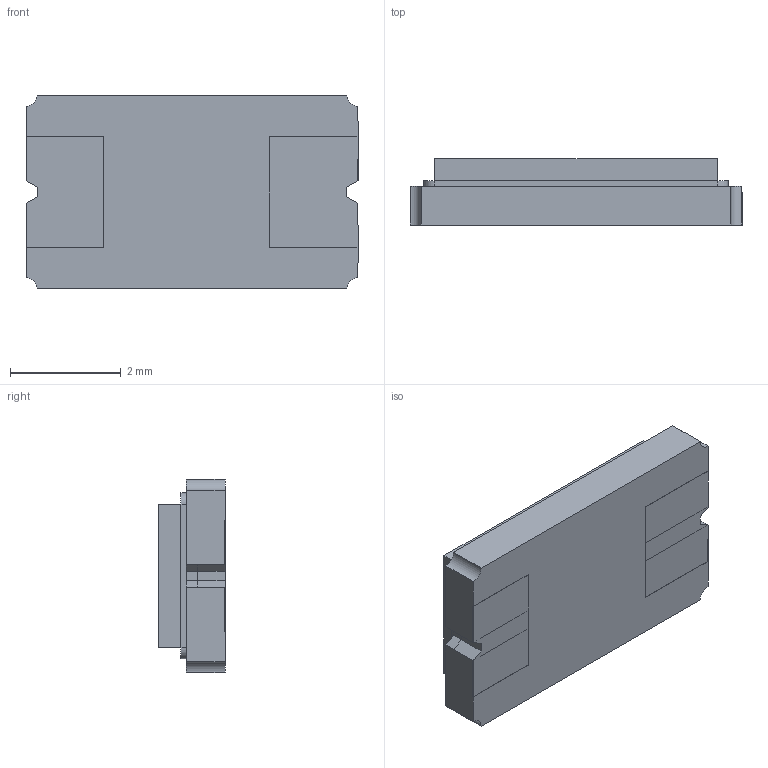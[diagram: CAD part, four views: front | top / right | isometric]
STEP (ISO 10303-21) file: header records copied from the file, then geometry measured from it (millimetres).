
FILE_DESCRIPTION (( 'STEP AP214' ), '1' );
FILE_NAME ('ECS-23G.STEP', '2017-12-08T09:00:50', ( '' ), ( '' ), 'SwSTEP 2.0', 'SolidWorks 2017', '' );
FILE_SCHEMA (( 'AUTOMOTIVE_DESIGN' ));
Length unit declared in the file: millimetre
Products named in the file (1): ECS-23G
Bounding box: 6 x 1.2 x 3.5 mm (x, y, z)
Volume: 21.5 mm3; surface area: 140.8 mm2
Topology: 5 solids, 5 shells, 78 faces, 196 edges, 128 vertices
Faces by surface type: plane 70, cylinder 8
Entity records: 2362 total; most frequent: CARTESIAN_POINT 403, ORIENTED_EDGE 392, DIRECTION 370, EDGE_CURVE 196, LINE 180, VECTOR 180, VERTEX_POINT 128, AXIS2_PLACEMENT_3D 95
